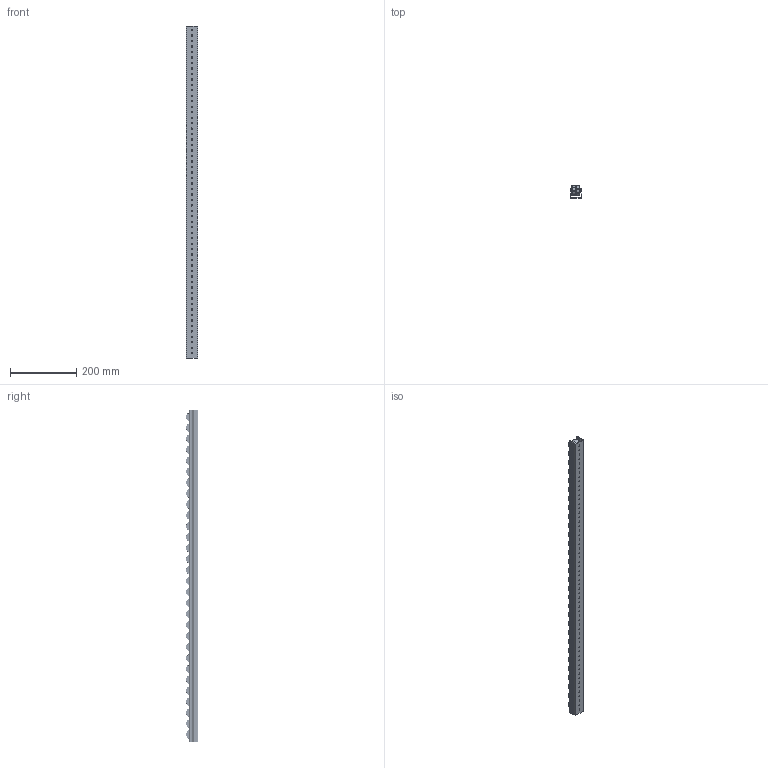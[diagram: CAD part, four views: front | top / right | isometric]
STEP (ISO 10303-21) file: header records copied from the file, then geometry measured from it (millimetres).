
FILE_DESCRIPTION(/* description */ ('KriTec Rollenbahn St D30, grau ähnlich RAL 7042'),/* implementation_level */ '2;1');
FILE_NAME(/* name */ '22139_KriTec_Rollenbahn_St_D30_grau_aehnlich_RAL_7042.stp',/* time_stamp */ '2021-04-08T16:22:46+02:00',/* author */ ('jendrek'),/* organization */ (''),/* preprocessor_version */ 'ST-DEVELOPER v17',/* originating_system */ 'Autodesk Inventor 2018',/* authorisation */ ' ');
FILE_SCHEMA (('AUTOMOTIVE_DESIGN { 1 0 10303 214 3 1 1 }'));
Length unit declared in the file: millimetre
Products named in the file (4): 22139; _6XPR2872.2000-p; _6XPR2872.2000-r; _6XPR2872.2000-a
Assembly tree (61 placements, depth 2):
  22139
    _6XPR2872.2000-p
    _6XPR2872.2000-r  x30
    _6XPR2872.2000-a  x30
Bounding box: 35.65 x 35.68 x 1000 mm (x, y, z)
Volume: 305303.6 mm3; surface area: 456054.6 mm2
Topology: 61 solids, 61 shells, 3636 faces, 11038 edges, 7462 vertices
Faces by surface type: plane 2017, cylinder 1019, torus 540, cone 60
Full cylindrical faces by diameter (mm): 4 x90, 4.2 x30, 7 x60, 24 x60, 28 x30
Entity records: 47443 total; most frequent: CARTESIAN_POINT 18881, ORIENTED_EDGE 6474, DIRECTION 5455, EDGE_CURVE 3237, VERTEX_POINT 2184, AXIS2_PLACEMENT_3D 2096, LINE 1263, VECTOR 1263
